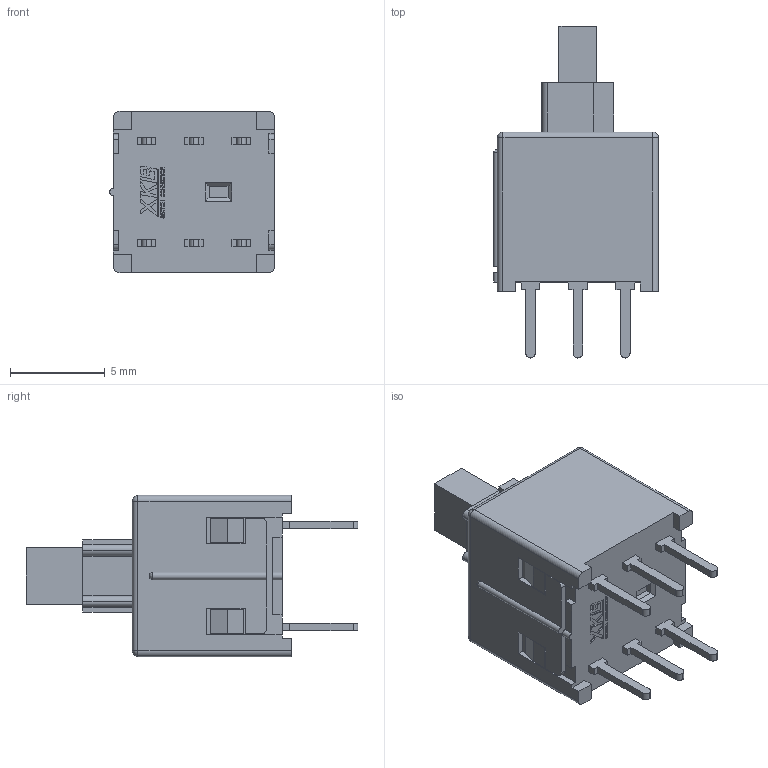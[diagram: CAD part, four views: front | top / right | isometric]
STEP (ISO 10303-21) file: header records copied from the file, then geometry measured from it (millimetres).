
FILE_DESCRIPTION(('STEP AP242'),'1');
FILE_NAME('xkb8585-z-140.stp','2025-03-15T05:03:12',('TraceParts'),('TraceParts S.A.'),'Spatial InterOp 3D',' ',' ');
FILE_SCHEMA(('AP242_MANAGED_MODEL_BASED_3D_ENGINEERING_MIM_LF {1 0 10303 442 1 1 4}'));
Length unit declared in the file: millimetre
Products named in the file (1): xkb8585-z-140
Bounding box: 8.7 x 17.5 x 8.5 mm (x, y, z)
Volume: 618.6 mm3; surface area: 585.6 mm2
Topology: 1 solids, 1 shells, 623 faces, 1745 edges, 1158 vertices
Faces by surface type: plane 582, cylinder 36, sphere 4, bspline 1
Entity records: 19704 total; most frequent: CARTESIAN_POINT 3554, ORIENTED_EDGE 3490, DIRECTION 3066, EDGE_CURVE 1745, LINE 1670, VECTOR 1670, VERTEX_POINT 1158, AXIS2_PLACEMENT_3D 698
